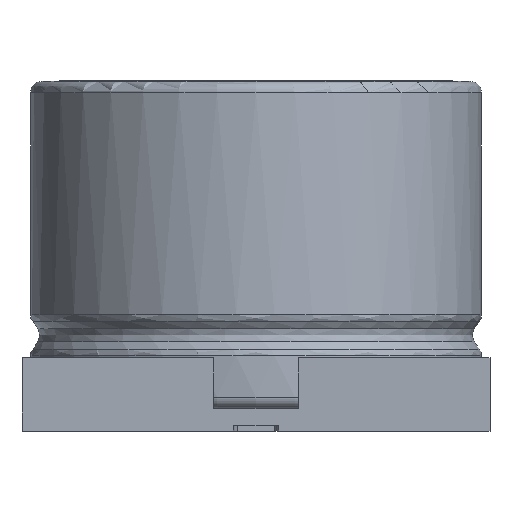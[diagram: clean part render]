
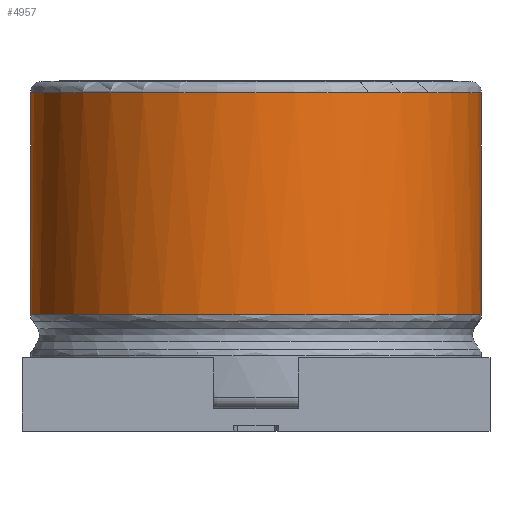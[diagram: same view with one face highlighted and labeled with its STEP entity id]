
A CAD part, left-side view. The second image highlights one B-rep face of the part: STEP entity #4957.
In plain terms, the highlighted cylindrical face has radius 4 mm (diameter 8 mm), a full revolution.
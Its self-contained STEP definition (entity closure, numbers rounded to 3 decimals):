
#4808 = TOROIDAL_SURFACE('',#4809,3.8,0.2);
#4809 = AXIS2_PLACEMENT_3D('',#4810,#4811,#4812);
#4810 = CARTESIAN_POINT('',(0.,0.,6.)
  );
#4811 = DIRECTION('',(0.,0.,1.));
#4812 = DIRECTION('',(1.,0.,0.));
#4855 = EDGE_CURVE('',#4856,#4856,#4858,.T.);
#4856 = VERTEX_POINT('',#4857);
#4857 = CARTESIAN_POINT('',(4.,0.,6.));
#4858 = SURFACE_CURVE('',#4859,(#4864,#4871),.PCURVE_S1.);
#4859 = CIRCLE('',#4860,4.);
#4860 = AXIS2_PLACEMENT_3D('',#4861,#4862,#4863);
#4861 = CARTESIAN_POINT('',(0.,0.,6.)
  );
#4862 = DIRECTION('',(0.,0.,-1.));
#4863 = DIRECTION('',(1.,0.,0.));
#4864 = PCURVE('',#4808,#4865);
#4865 = DEFINITIONAL_REPRESENTATION('',(#4866),#4870);
#4866 = LINE('',#4867,#4868);
#4867 = CARTESIAN_POINT('',(-0.,0.));
#4868 = VECTOR('',#4869,1.);
#4869 = DIRECTION('',(-1.,0.));
#4870 = ( GEOMETRIC_REPRESENTATION_CONTEXT(2) 
PARAMETRIC_REPRESENTATION_CONTEXT() REPRESENTATION_CONTEXT('2D SPACE',''
  ) );
#4871 = PCURVE('',#4872,#4877);
#4872 = CYLINDRICAL_SURFACE('',#4873,4.);
#4873 = AXIS2_PLACEMENT_3D('',#4874,#4875,#4876);
#4874 = CARTESIAN_POINT('',(0.,0.,6.2));
#4875 = DIRECTION('',(0.,0.,-1.));
#4876 = DIRECTION('',(1.,0.,0.));
#4877 = DEFINITIONAL_REPRESENTATION('',(#4878),#4882);
#4878 = LINE('',#4879,#4880);
#4879 = CARTESIAN_POINT('',(0.,0.2));
#4880 = VECTOR('',#4881,1.);
#4881 = DIRECTION('',(1.,0.));
#4882 = ( GEOMETRIC_REPRESENTATION_CONTEXT(2) 
PARAMETRIC_REPRESENTATION_CONTEXT() REPRESENTATION_CONTEXT('2D SPACE',''
  ) );
#4957 = ADVANCED_FACE('',(#4958),#4872,.T.);
#4958 = FACE_BOUND('',#4959,.T.);
#4959 = EDGE_LOOP('',(#4960,#4983,#4984,#4985));
#4960 = ORIENTED_EDGE('',*,*,#4961,.F.);
#4961 = EDGE_CURVE('',#4856,#4962,#4964,.T.);
#4962 = VERTEX_POINT('',#4963);
#4963 = CARTESIAN_POINT('',(4.,0.,2.063));
#4964 = SEAM_CURVE('',#4965,(#4969,#4976),.PCURVE_S1.);
#4965 = LINE('',#4966,#4967);
#4966 = CARTESIAN_POINT('',(4.,0.,6.2));
#4967 = VECTOR('',#4968,1.);
#4968 = DIRECTION('',(0.,0.,-1.));
#4969 = PCURVE('',#4872,#4970);
#4970 = DEFINITIONAL_REPRESENTATION('',(#4971),#4975);
#4971 = LINE('',#4972,#4973);
#4972 = CARTESIAN_POINT('',(0.,0.));
#4973 = VECTOR('',#4974,1.);
#4974 = DIRECTION('',(0.,1.));
#4975 = ( GEOMETRIC_REPRESENTATION_CONTEXT(2) 
PARAMETRIC_REPRESENTATION_CONTEXT() REPRESENTATION_CONTEXT('2D SPACE',''
  ) );
#4976 = PCURVE('',#4872,#4977);
#4977 = DEFINITIONAL_REPRESENTATION('',(#4978),#4982);
#4978 = LINE('',#4979,#4980);
#4979 = CARTESIAN_POINT('',(6.283,0.));
#4980 = VECTOR('',#4981,1.);
#4981 = DIRECTION('',(0.,1.));
#4982 = ( GEOMETRIC_REPRESENTATION_CONTEXT(2) 
PARAMETRIC_REPRESENTATION_CONTEXT() REPRESENTATION_CONTEXT('2D SPACE',''
  ) );
#4983 = ORIENTED_EDGE('',*,*,#4855,.T.);
#4984 = ORIENTED_EDGE('',*,*,#4961,.T.);
#4985 = ORIENTED_EDGE('',*,*,#4986,.F.);
#4986 = EDGE_CURVE('',#4962,#4962,#4987,.T.);
#4987 = SURFACE_CURVE('',#4988,(#5003,#5025),.PCURVE_S1.);
#4988 = ( BOUNDED_CURVE() B_SPLINE_CURVE(13,(#4989,#4990,#4991,#4992,
    #4993,#4994,#4995,#4996,#4997,#4998,#4999,#5000,#5001,#5002),
.UNSPECIFIED.,.T.,.F.) B_SPLINE_CURVE_WITH_KNOTS((14,14),(
0.,25.133),.PIECEWISE_BEZIER_KNOTS.) CURVE() 
GEOMETRIC_REPRESENTATION_ITEM() RATIONAL_B_SPLINE_CURVE((1.,1.,1.,1.,
    1.,1.,1.,1.,
    1.,1.,1.,1.,1.,1.)) 
REPRESENTATION_ITEM('') );
#4989 = CARTESIAN_POINT('',(4.,0.,2.063));
#4990 = CARTESIAN_POINT('',(4.,-1.905,
    2.063));
#4991 = CARTESIAN_POINT('',(3.015,-3.855,
    2.063));
#4992 = CARTESIAN_POINT('',(0.989,-5.248,
    2.063));
#4993 = CARTESIAN_POINT('',(-1.8,-5.462,
    2.063));
#4994 = CARTESIAN_POINT('',(-4.209,-3.977,
    2.063));
#4995 = CARTESIAN_POINT('',(-5.976,-1.808,
    2.063));
#4996 = CARTESIAN_POINT('',(-5.976,1.808,
    2.063));
#4997 = CARTESIAN_POINT('',(-4.209,3.977,2.063
    ));
#4998 = CARTESIAN_POINT('',(-1.8,5.462,
    2.063));
#4999 = CARTESIAN_POINT('',(0.989,5.248,2.063
    ));
#5000 = CARTESIAN_POINT('',(3.015,3.855,2.063)
  );
#5001 = CARTESIAN_POINT('',(4.,1.905,2.063
    ));
#5002 = CARTESIAN_POINT('',(4.,0.,2.063));
#5003 = PCURVE('',#4872,#5004);
#5004 = DEFINITIONAL_REPRESENTATION('',(#5005),#5024);
#5005 = B_SPLINE_CURVE_WITH_KNOTS('',9,(#5006,#5007,#5008,#5009,#5010,
    #5011,#5012,#5013,#5014,#5015,#5016,#5017,#5018,#5019,#5020,#5021,
    #5022,#5023),.UNSPECIFIED.,.F.,.F.,(10,8,10),(0.,
    12.566,25.133),.UNSPECIFIED.);
#5006 = CARTESIAN_POINT('',(0.,4.137));
#5007 = CARTESIAN_POINT('',(0.344,4.137));
#5008 = CARTESIAN_POINT('',(0.694,4.137));
#5009 = CARTESIAN_POINT('',(1.045,4.137));
#5010 = CARTESIAN_POINT('',(1.396,4.137));
#5011 = CARTESIAN_POINT('',(1.745,4.137));
#5012 = CARTESIAN_POINT('',(2.095,4.137));
#5013 = CARTESIAN_POINT('',(2.443,4.137));
#5014 = CARTESIAN_POINT('',(2.793,4.137));
#5015 = CARTESIAN_POINT('',(3.491,4.137));
#5016 = CARTESIAN_POINT('',(3.84,4.137));
#5017 = CARTESIAN_POINT('',(4.189,4.137));
#5018 = CARTESIAN_POINT('',(4.538,4.137));
#5019 = CARTESIAN_POINT('',(4.887,4.137));
#5020 = CARTESIAN_POINT('',(5.238,4.137));
#5021 = CARTESIAN_POINT('',(5.589,4.137));
#5022 = CARTESIAN_POINT('',(5.939,4.137));
#5023 = CARTESIAN_POINT('',(6.283,4.137));
#5024 = ( GEOMETRIC_REPRESENTATION_CONTEXT(2) 
PARAMETRIC_REPRESENTATION_CONTEXT() REPRESENTATION_CONTEXT('2D SPACE',''
  ) );
#5025 = PCURVE('',#5026,#5069);
#5026 = ( BOUNDED_SURFACE() B_SPLINE_SURFACE(2,13,(
    (#5027,#5028,#5029,#5030,#5031,#5032,#5033,#5034,#5035,#5036,#5037
      ,#5038,#5039,#5040)
    ,(#5041,#5042,#5043,#5044,#5045,#5046,#5047,#5048,#5049,#5050,#5051
      ,#5052,#5053,#5054)
    ,(#5055,#5056,#5057,#5058,#5059,#5060,#5061,#5062,#5063,#5064,#5065
      ,#5066,#5067,#5068
)),.UNSPECIFIED.,.F.,.T.,.F.) B_SPLINE_SURFACE_WITH_KNOTS((3,3),(14,14),
  (0.,25.133),(0.,25.133),
.PIECEWISE_BEZIER_KNOTS.) GEOMETRIC_REPRESENTATION_ITEM() 
RATIONAL_B_SPLINE_SURFACE((
    (1.,1.,1.,1.,1.,1.,1.
      ,1.,1.,1.,1.,1.,1.
      ,1.)
    ,(0.954,0.954,0.954,0.954
      ,0.954,0.954,0.954,0.954
      ,0.954,0.954,0.954,0.954
      ,0.954,0.954)
    ,(1.,1.,1.,1.,1.,1.,1.
      ,1.,1.,1.,1.,1.,1.
,1.))) REPRESENTATION_ITEM('') SURFACE() );
#5027 = CARTESIAN_POINT('',(4.,0.,2.063));
#5028 = CARTESIAN_POINT('',(4.,-1.905,
    2.063));
#5029 = CARTESIAN_POINT('',(3.015,-3.855,
    2.063));
#5030 = CARTESIAN_POINT('',(0.989,-5.248,
    2.063));
#5031 = CARTESIAN_POINT('',(-1.8,-5.462,
    2.063));
#5032 = CARTESIAN_POINT('',(-4.209,-3.977,
    2.063));
#5033 = CARTESIAN_POINT('',(-5.976,-1.808,
    2.063));
#5034 = CARTESIAN_POINT('',(-5.976,1.808,
    2.063));
#5035 = CARTESIAN_POINT('',(-4.209,3.977,2.063
    ));
#5036 = CARTESIAN_POINT('',(-1.8,5.462,
    2.063));
#5037 = CARTESIAN_POINT('',(0.989,5.248,2.063
    ));
#5038 = CARTESIAN_POINT('',(3.015,3.855,2.063)
  );
#5039 = CARTESIAN_POINT('',(4.,1.905,2.063
    ));
#5040 = CARTESIAN_POINT('',(4.,0.,2.063));
#5041 = CARTESIAN_POINT('',(4.,0.,2.));
#5042 = CARTESIAN_POINT('',(4.,-1.905,2.));
#5043 = CARTESIAN_POINT('',(3.015,-3.855,2.));
#5044 = CARTESIAN_POINT('',(0.989,-5.248,2.));
#5045 = CARTESIAN_POINT('',(-1.8,-5.462,
    2.));
#5046 = CARTESIAN_POINT('',(-4.209,-3.977,
    2.));
#5047 = CARTESIAN_POINT('',(-5.976,-1.808,
    2.));
#5048 = CARTESIAN_POINT('',(-5.976,1.808,
    2.));
#5049 = CARTESIAN_POINT('',(-4.209,3.977,2.
    ));
#5050 = CARTESIAN_POINT('',(-1.8,5.462,
    2.));
#5051 = CARTESIAN_POINT('',(0.989,5.248,2.));
#5052 = CARTESIAN_POINT('',(3.015,3.855,2.));
#5053 = CARTESIAN_POINT('',(4.,1.905,2.));
#5054 = CARTESIAN_POINT('',(4.,0.,2.));
#5055 = CARTESIAN_POINT('',(3.964,0.,
    1.948));
#5056 = CARTESIAN_POINT('',(3.964,-1.888,
    1.948));
#5057 = CARTESIAN_POINT('',(2.988,-3.82,
    1.948));
#5058 = CARTESIAN_POINT('',(0.98,-5.201,
    1.948));
#5059 = CARTESIAN_POINT('',(-1.784,-5.413,
    1.948));
#5060 = CARTESIAN_POINT('',(-4.171,-3.941,
    1.948));
#5061 = CARTESIAN_POINT('',(-5.922,-1.792,
    1.948));
#5062 = CARTESIAN_POINT('',(-5.922,1.792,
    1.948));
#5063 = CARTESIAN_POINT('',(-4.171,3.941,
    1.948));
#5064 = CARTESIAN_POINT('',(-1.784,5.413,
    1.948));
#5065 = CARTESIAN_POINT('',(0.98,5.201,1.948
    ));
#5066 = CARTESIAN_POINT('',(2.988,3.82,1.948
    ));
#5067 = CARTESIAN_POINT('',(3.964,1.888,1.948
    ));
#5068 = CARTESIAN_POINT('',(3.964,0.,
    1.948));
#5069 = DEFINITIONAL_REPRESENTATION('',(#5070),#5074);
#5070 = LINE('',#5071,#5072);
#5071 = CARTESIAN_POINT('',(0.,0.));
#5072 = VECTOR('',#5073,1.);
#5073 = DIRECTION('',(0.,1.));
#5074 = ( GEOMETRIC_REPRESENTATION_CONTEXT(2) 
PARAMETRIC_REPRESENTATION_CONTEXT() REPRESENTATION_CONTEXT('2D SPACE',''
  ) );
